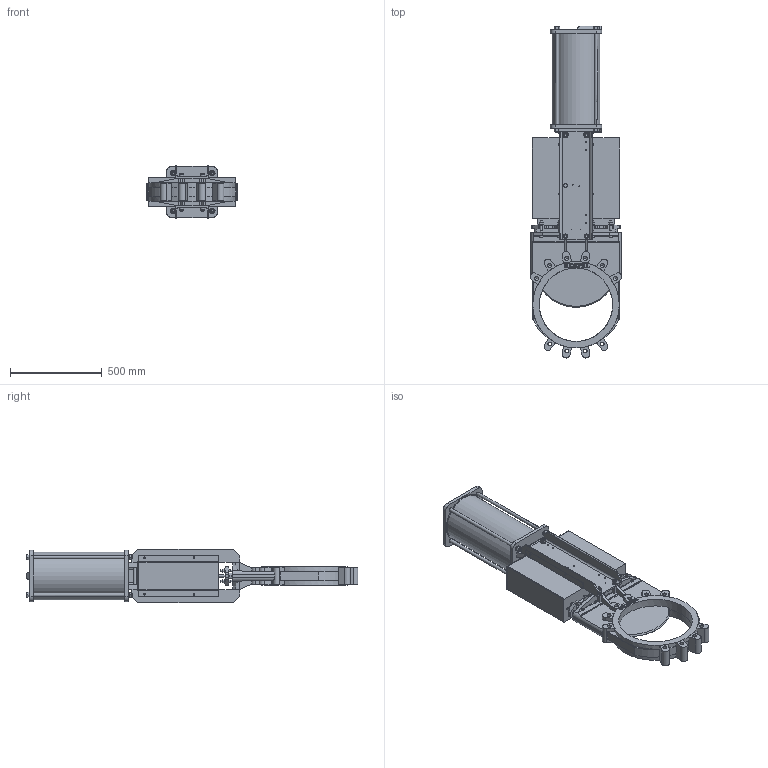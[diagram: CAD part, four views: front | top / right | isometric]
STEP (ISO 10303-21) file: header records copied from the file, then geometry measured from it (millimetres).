
FILE_DESCRIPTION(/* description */ (''),/* implementation_level */ '2;1');
FILE_NAME(/* name */ 'S170-172-176-178-VG-PN-DN400.stp',/* time_stamp */ '2015-01-06T15:01:10+01:00',/* author */ ('fballet'),/* organization */ (''),/* preprocessor_version */ 'ST-DEVELOPER v15.2',/* originating_system */ 'Autodesk Inventor 2014',/* authorisation */ '');
FILE_SCHEMA (('AUTOMOTIVE_DESIGN { 1 0 10303 214 3 1 1 }'));
Length unit declared in the file: millimetre
Products named in the file (1): DN400气动闸阀装配体
Bounding box: 499.01 x 1812.2 x 290 mm (x, y, z)
Volume: 80723016.9 mm3; surface area: 3107710.6 mm2
Topology: 1 solids, 23 shells, 1641 faces, 4211 edges, 2669 vertices
Faces by surface type: plane 815, cylinder 431, cone 314, bspline 59, torus 22
Full cylindrical faces by diameter (mm): 3.5 x4, 4.2 x12, 5 x8, 6 x4, 6.5 x8, 8.5 x8, 10.2 x8, 12 x24, 13 x8, 14 x4, 16 x8, 17 x2, 17.5 x4, 18 x16, 18.2 x8, 20 x5, 21 x16, 24 x14, 27.2 x8, 30 x2, 262 x1, 273 x2, 400 x1, 401 x1, 472 x2
Entity records: 47920 total; most frequent: CARTESIAN_POINT 10616, DIRECTION 7638, ORIENTED_EDGE 7618, EDGE_CURVE 3809, AXIS2_PLACEMENT_3D 2946, VERTEX_POINT 2541, EDGE_LOOP 2092, LINE 1746
